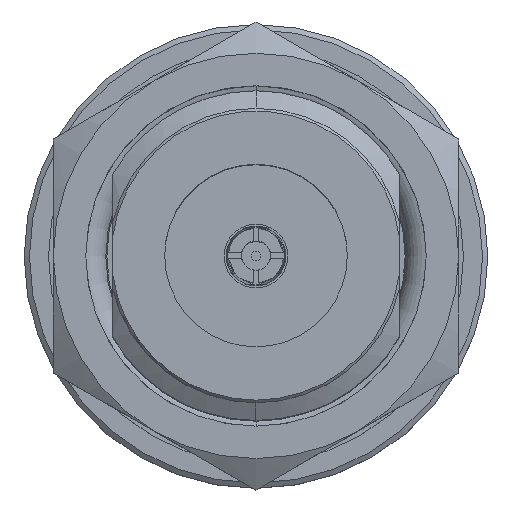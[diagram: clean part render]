
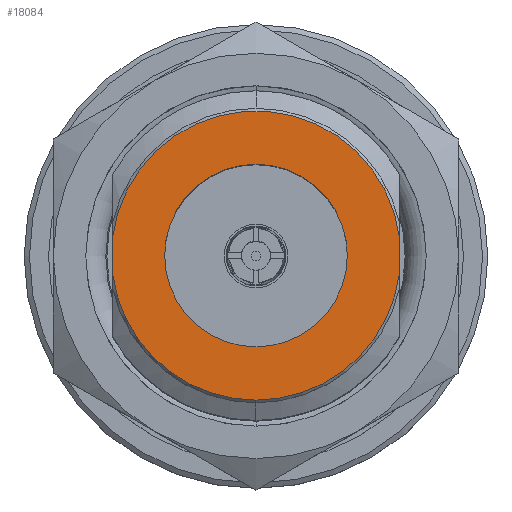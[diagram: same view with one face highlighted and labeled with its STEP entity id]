
A CAD part, top view. The second image highlights one B-rep face of the part: STEP entity #18084.
In plain terms, the highlighted face is planar.
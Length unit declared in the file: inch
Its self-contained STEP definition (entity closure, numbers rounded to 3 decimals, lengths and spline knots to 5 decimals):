
#866 = AXIS2_PLACEMENT_3D ( 'NONE', #12777, #4977, #9303 ) ;
#1061 = EDGE_CURVE ( 'NONE', #3912, #16276, #2732, .T. ) ;
#1129 = VERTEX_POINT ( 'NONE', #13703 ) ;
#1597 = CARTESIAN_POINT ( 'NONE',  ( 0., 0.9252, 0. ) ) ;
#1630 = CIRCLE ( 'NONE', #5594, 0.169 ) ;
#2681 = CARTESIAN_POINT ( 'NONE',  ( -0.2655, 0.9252, 0. ) ) ;
#2732 = CIRCLE ( 'NONE', #19823, 0.2675 ) ;
#2882 = EDGE_LOOP ( 'NONE', ( #18172, #10027 ) ) ;
#3346 = DIRECTION ( 'NONE',  ( 0., 1., 0. ) ) ;
#3721 = DIRECTION ( 'NONE',  ( 0., 0., 1. ) ) ;
#3912 = VERTEX_POINT ( 'NONE', #10369 ) ;
#4297 = VECTOR ( 'NONE', #6778, 39.37008 ) ;
#4597 = EDGE_CURVE ( 'NONE', #1129, #19788, #19546, .T. ) ;
#4977 = DIRECTION ( 'NONE',  ( 0., 1., 0. ) ) ;
#5199 = ORIENTED_EDGE ( 'NONE', *, *, #11564, .T. ) ;
#5247 = FACE_BOUND ( 'NONE', #2882, .T. ) ;
#5542 = CARTESIAN_POINT ( 'NONE',  ( -0.2655, 0.9252, -0.03265 ) ) ;
#5559 = DIRECTION ( 'NONE',  ( 0., 1., 0. ) ) ;
#5594 = AXIS2_PLACEMENT_3D ( 'NONE', #10296, #19467, #3721 ) ;
#5595 = DIRECTION ( 'NONE',  ( 0., 1., 0. ) ) ;
#6078 = CIRCLE ( 'NONE', #12306, 0.2675 ) ;
#6327 = EDGE_LOOP ( 'NONE', ( #12828, #10571, #5199, #19771, #14305 ) ) ;
#6338 = EDGE_CURVE ( 'NONE', #17502, #3912, #16748, .T. ) ;
#6510 = VERTEX_POINT ( 'NONE', #14337 ) ;
#6778 = DIRECTION ( 'NONE',  ( 0., 0., -1. ) ) ;
#8244 = DIRECTION ( 'NONE',  ( 0., 0., 1. ) ) ;
#8363 = VERTEX_POINT ( 'NONE', #9726 ) ;
#8748 = LINE ( 'NONE', #13234, #4297 ) ;
#9303 = DIRECTION ( 'NONE',  ( 0., 0., 1. ) ) ;
#9306 = EDGE_CURVE ( 'NONE', #19788, #1129, #1630, .T. ) ;
#9726 = CARTESIAN_POINT ( 'NONE',  ( 0.2655, 0.9252, -0.03265 ) ) ;
#10027 = ORIENTED_EDGE ( 'NONE', *, *, #4597, .F. ) ;
#10083 = DIRECTION ( 'NONE',  ( 0., 0., 1. ) ) ;
#10296 = CARTESIAN_POINT ( 'NONE',  ( 0., 0.9252, 0. ) ) ;
#10369 = CARTESIAN_POINT ( 'NONE',  ( -0.2655, 0.9252, 0.03265 ) ) ;
#10571 = ORIENTED_EDGE ( 'NONE', *, *, #20052, .T. ) ;
#10752 = EDGE_CURVE ( 'NONE', #16276, #8363, #8748, .T. ) ;
#11423 = PLANE ( 'NONE',  #16319 ) ;
#11561 = CARTESIAN_POINT ( 'NONE',  ( 0.2655, 0.9252, 0.03265 ) ) ;
#11564 = EDGE_CURVE ( 'NONE', #6510, #17502, #6078, .T. ) ;
#11618 = CARTESIAN_POINT ( 'NONE',  ( 0., 0.9252, 0. ) ) ;
#11645 = CARTESIAN_POINT ( 'NONE',  ( 0., 0.9252, 0. ) ) ;
#12306 = AXIS2_PLACEMENT_3D ( 'NONE', #1597, #3346, #19075 ) ;
#12777 = CARTESIAN_POINT ( 'NONE',  ( 0., 0.9252, 0. ) ) ;
#12828 = ORIENTED_EDGE ( 'NONE', *, *, #10752, .T. ) ;
#13154 = FACE_OUTER_BOUND ( 'NONE', #6327, .T. ) ;
#13234 = CARTESIAN_POINT ( 'NONE',  ( 0.2655, 0.9252, 0. ) ) ;
#13663 = CARTESIAN_POINT ( 'NONE',  ( 0., 0.9252, 0. ) ) ;
#13703 = CARTESIAN_POINT ( 'NONE',  ( 0., 0.9252, -0.169 ) ) ;
#14305 = ORIENTED_EDGE ( 'NONE', *, *, #1061, .T. ) ;
#14337 = CARTESIAN_POINT ( 'NONE',  ( 0., 0.9252, -0.2675 ) ) ;
#14976 = CIRCLE ( 'NONE', #866, 0.2675 ) ;
#15238 = AXIS2_PLACEMENT_3D ( 'NONE', #13663, #5559, #10083 ) ;
#15795 = CARTESIAN_POINT ( 'NONE',  ( 0., 0.9252, 0.169 ) ) ;
#16276 = VERTEX_POINT ( 'NONE', #11561 ) ;
#16319 = AXIS2_PLACEMENT_3D ( 'NONE', #11618, #19575, #8244 ) ;
#16748 = LINE ( 'NONE', #2681, #19917 ) ;
#17502 = VERTEX_POINT ( 'NONE', #5542 ) ;
#18084 = ADVANCED_FACE ( 'NONE', ( #5247, #13154 ), #11423, .T. ) ;
#18172 = ORIENTED_EDGE ( 'NONE', *, *, #9306, .F. ) ;
#18339 = DIRECTION ( 'NONE',  ( 0., 0., 1. ) ) ;
#18793 = DIRECTION ( 'NONE',  ( 0., 0., 1. ) ) ;
#19075 = DIRECTION ( 'NONE',  ( 0., 0., 1. ) ) ;
#19467 = DIRECTION ( 'NONE',  ( 0., 1., 0. ) ) ;
#19546 = CIRCLE ( 'NONE', #15238, 0.169 ) ;
#19575 = DIRECTION ( 'NONE',  ( 0., 1., 0. ) ) ;
#19771 = ORIENTED_EDGE ( 'NONE', *, *, #6338, .T. ) ;
#19788 = VERTEX_POINT ( 'NONE', #15795 ) ;
#19823 = AXIS2_PLACEMENT_3D ( 'NONE', #11645, #5595, #18339 ) ;
#19917 = VECTOR ( 'NONE', #18793, 39.37008 ) ;
#20052 = EDGE_CURVE ( 'NONE', #8363, #6510, #14976, .T. ) ;
